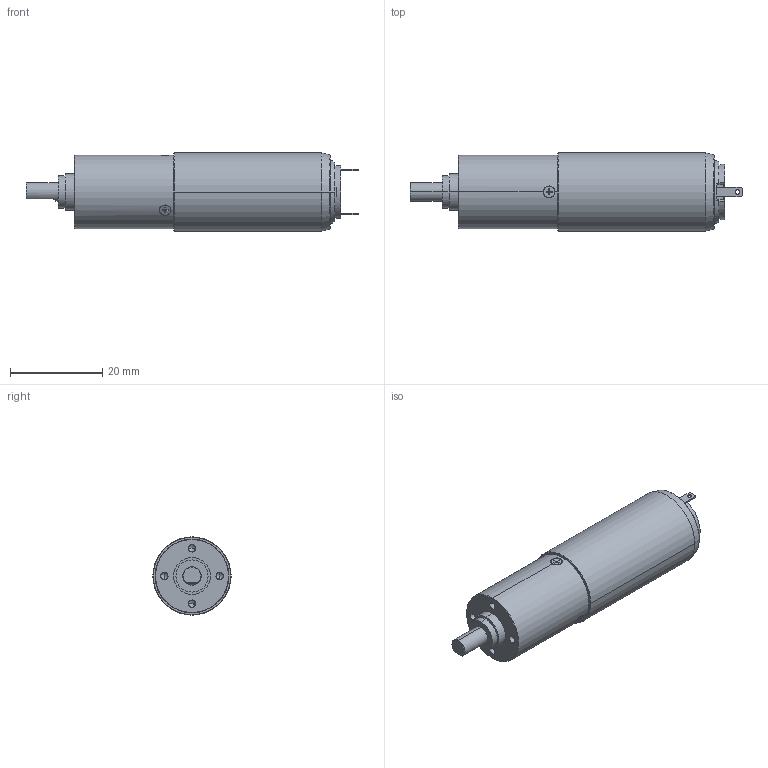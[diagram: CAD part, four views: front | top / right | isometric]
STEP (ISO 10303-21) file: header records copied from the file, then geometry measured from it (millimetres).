
FILE_DESCRIPTION((''),'2;1');
FILE_NAME('4696320000877_SW0001','2023-05-05T13:32:16',('BU5.RD'),(''),'CREO PARAMETRIC BY PTC INC, 2018100','CREO PARAMETRIC BY PTC INC, 2018100','');
FILE_SCHEMA(('CONFIG_CONTROL_DESIGN'));
Length unit declared in the file: millimetre
Products named in the file (1): 4696320000877_SW0001
Bounding box: 72.1 x 17 x 17 mm (x, y, z)
Volume: 12504.9 mm3; surface area: 3719.8 mm2
Topology: 1 solids, 1 shells, 231 faces, 597 edges, 380 vertices
Faces by surface type: plane 119, cylinder 71, cone 37, torus 4
Entity records: 7522 total; most frequent: CARTESIAN_POINT 1876, ORIENTED_EDGE 1178, DIRECTION 1140, EDGE_CURVE 589, AXIS2_PLACEMENT_3D 388, VERTEX_POINT 380, VECTOR 364, LINE 364
